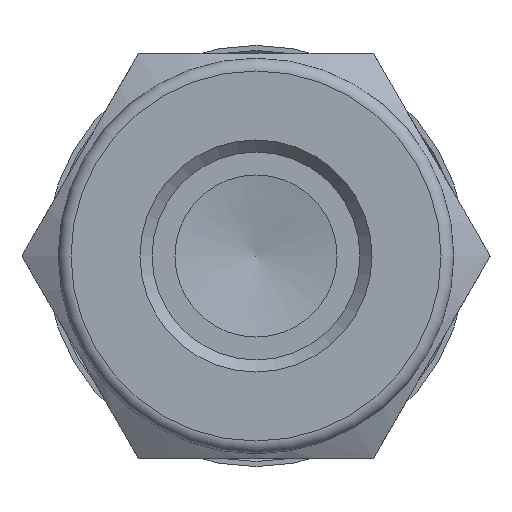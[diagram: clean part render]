
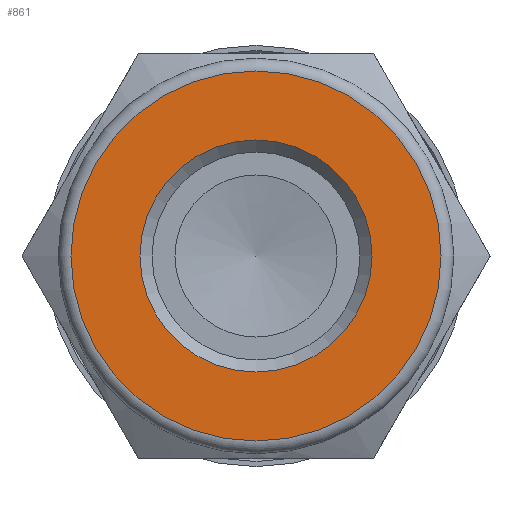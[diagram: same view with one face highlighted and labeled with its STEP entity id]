
A CAD part, left-side view. The second image highlights one B-rep face of the part: STEP entity #861.
In plain terms, the highlighted planar face has unit normal (-1, 0, 0).
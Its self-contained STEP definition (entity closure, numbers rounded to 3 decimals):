
#19=FACE_BOUND('',#212,.T.);
#70=CIRCLE('',#970,4.545);
#71=CIRCLE('',#972,7.25);
#151=FACE_OUTER_BOUND('',#211,.T.);
#211=EDGE_LOOP('',(#707));
#212=EDGE_LOOP('',(#708));
#404=VERTEX_POINT('',#1536);
#405=VERTEX_POINT('',#1540);
#514=EDGE_CURVE('',#404,#404,#70,.T.);
#515=EDGE_CURVE('',#405,#405,#71,.T.);
#707=ORIENTED_EDGE('',*,*,#515,.F.);
#708=ORIENTED_EDGE('',*,*,#514,.T.);
#820=PLANE('',#971);
#861=ADVANCED_FACE('',(#151,#19),#820,.T.);
#970=AXIS2_PLACEMENT_3D('',#1538,#1175,#1176);
#971=AXIS2_PLACEMENT_3D('',#1539,#1177,#1178);
#972=AXIS2_PLACEMENT_3D('',#1541,#1179,#1180);
#1175=DIRECTION('center_axis',(1.,0.,0.));
#1176=DIRECTION('ref_axis',(0.,0.,-1.));
#1177=DIRECTION('center_axis',(-1.,0.,0.));
#1178=DIRECTION('ref_axis',(0.,0.,1.));
#1179=DIRECTION('center_axis',(1.,0.,0.));
#1180=DIRECTION('ref_axis',(0.,0.,-1.));
#1536=CARTESIAN_POINT('',(0.,-4.545,0.));
#1538=CARTESIAN_POINT('Origin',(0.,0.,0.));
#1539=CARTESIAN_POINT('Origin',(0.,7.25,0.));
#1540=CARTESIAN_POINT('',(0.,0.,7.25));
#1541=CARTESIAN_POINT('Origin',(0.,0.,0.));
